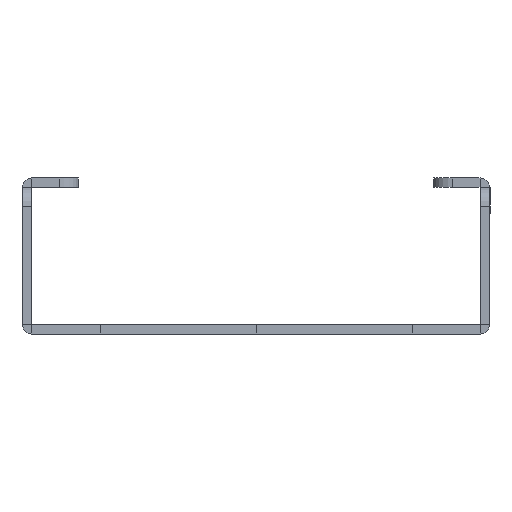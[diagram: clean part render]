
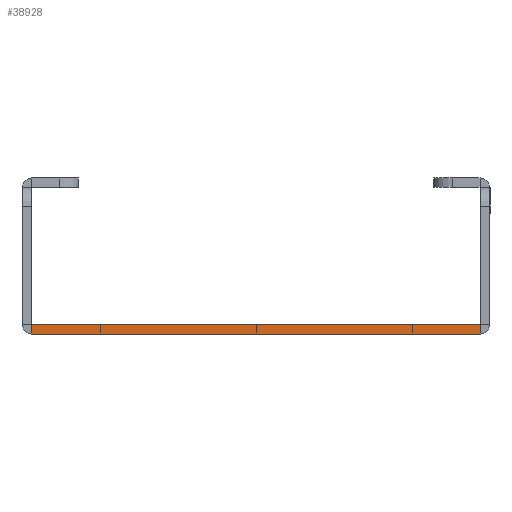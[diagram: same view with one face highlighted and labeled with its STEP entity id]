
A CAD part, left-side view. The second image highlights one B-rep face of the part: STEP entity #38928.
In plain terms, the highlighted planar face has unit normal (-1, 0, 0).
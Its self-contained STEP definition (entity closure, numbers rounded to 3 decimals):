
#2275 = FACE_OUTER_BOUND ( 'NONE', #5753, .T. ) ;
#5753 = EDGE_LOOP ( 'NONE', ( #58580, #58608, #58636, #58663 ) ) ;
#7249 = CARTESIAN_POINT ( 'NONE',  ( -1048.5, -35.9, 0. ) ) ;
#7250 = CARTESIAN_POINT ( 'NONE',  ( -1048.5, 35.9, 0. ) ) ;
#20902 = CARTESIAN_POINT ( 'NONE',  ( -1048.5, 35.9, 1.5 ) ) ;
#20904 = DIRECTION ( 'NONE',  ( 0., 0., -1. ) ) ;
#20919 = CARTESIAN_POINT ( 'NONE',  ( -1048.5, -35.9, 1.5 ) ) ;
#20920 = DIRECTION ( 'NONE',  ( 0., 0., -1. ) ) ;
#22093 = LINE ( 'NONE', #20919, #22158 ) ;
#22158 = VECTOR ( 'NONE', #20920, 1000. ) ;
#22163 = LINE ( 'NONE', #20902, #22165 ) ;
#22165 = VECTOR ( 'NONE', #20904, 1000. ) ;
#24766 = CARTESIAN_POINT ( 'NONE',  ( -1048.5, 36., 0. ) ) ;
#24777 = DIRECTION ( 'NONE',  ( 0., -1., 0. ) ) ;
#25917 = LINE ( 'NONE', #24766, #25921 ) ;
#25921 = VECTOR ( 'NONE', #24777, 1000. ) ;
#38928 = ADVANCED_FACE ( 'NONE', ( #2275 ), #63927, .F. ) ;
#43714 = EDGE_CURVE ( 'NONE', #46186, #46187, #83003, .T. ) ;
#46186 = VERTEX_POINT ( 'NONE', #87002 ) ;
#46187 = VERTEX_POINT ( 'NONE', #87003 ) ;
#46600 = AXIS2_PLACEMENT_3D ( 'NONE', #63916, #63939, #63941 ) ;
#50187 = VERTEX_POINT ( 'NONE', #7249 ) ;
#50188 = VERTEX_POINT ( 'NONE', #7250 ) ;
#58580 = ORIENTED_EDGE ( 'NONE', *, *, #74085, .F. ) ;
#58608 = ORIENTED_EDGE ( 'NONE', *, *, #43714, .F. ) ;
#58636 = ORIENTED_EDGE ( 'NONE', *, *, #74077, .T. ) ;
#58663 = ORIENTED_EDGE ( 'NONE', *, *, #77585, .T. ) ;
#63916 = CARTESIAN_POINT ( 'NONE',  ( -1048.5, 36., 1.5 ) ) ;
#63927 = PLANE ( 'NONE',  #46600 ) ;
#63939 = DIRECTION ( 'NONE',  ( 1., 0., 0. ) ) ;
#63941 = DIRECTION ( 'NONE',  ( 0., 0., -1. ) ) ;
#74077 = EDGE_CURVE ( 'NONE', #46186, #50188, #22163, .T. ) ;
#74085 = EDGE_CURVE ( 'NONE', #46187, #50187, #22093, .T. ) ;
#77585 = EDGE_CURVE ( 'NONE', #50188, #50187, #25917, .T. ) ;
#83003 = LINE ( 'NONE', #83834, #85316 ) ;
#83834 = CARTESIAN_POINT ( 'NONE',  ( -1048.5, 36., 1.5 ) ) ;
#83837 = DIRECTION ( 'NONE',  ( 0., -1., 0. ) ) ;
#85316 = VECTOR ( 'NONE', #83837, 1000. ) ;
#87002 = CARTESIAN_POINT ( 'NONE',  ( -1048.5, 35.9, 1.5 ) ) ;
#87003 = CARTESIAN_POINT ( 'NONE',  ( -1048.5, -35.9, 1.5 ) ) ;
